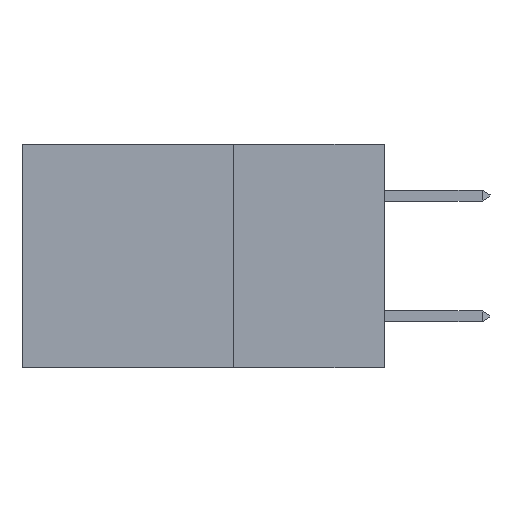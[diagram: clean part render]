
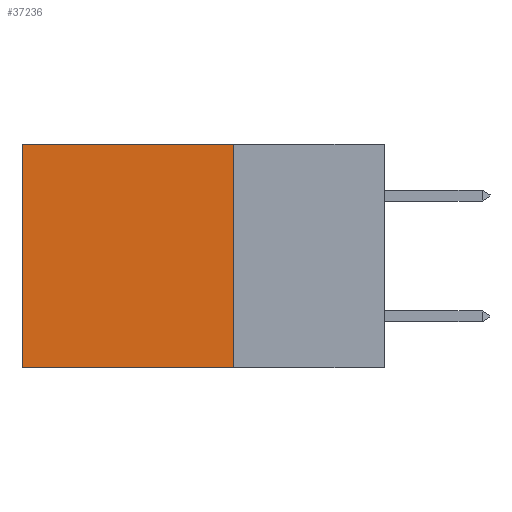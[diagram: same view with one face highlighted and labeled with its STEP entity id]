
A CAD part, left-side view. The second image highlights one B-rep face of the part: STEP entity #37236.
In plain terms, the highlighted planar face has unit normal (-1, 0, 0).
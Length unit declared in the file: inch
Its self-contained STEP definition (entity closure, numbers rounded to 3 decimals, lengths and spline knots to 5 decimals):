
#860 = CARTESIAN_POINT ( 'NONE',  ( 0.2875, 0.6, -0.37 ) ) ;
#1922 = CARTESIAN_POINT ( 'NONE',  ( 0.2875, 0.25, -0.37 ) ) ;
#2487 = LINE ( 'NONE', #5219, #31626 ) ;
#2625 = FACE_OUTER_BOUND ( 'NONE', #20633, .T. ) ;
#3095 = DIRECTION ( 'NONE',  ( 0., 0., -1. ) ) ;
#3193 = VERTEX_POINT ( 'NONE', #19856 ) ;
#5219 = CARTESIAN_POINT ( 'NONE',  ( 0.2875, 0.25, 0. ) ) ;
#5300 = PLANE ( 'NONE',  #34493 ) ;
#5318 = VERTEX_POINT ( 'NONE', #26369 ) ;
#7870 = LINE ( 'NONE', #14731, #10177 ) ;
#8554 = ORIENTED_EDGE ( 'NONE', *, *, #25902, .F. ) ;
#8665 = DIRECTION ( 'NONE',  ( 0., 0., -1. ) ) ;
#10103 = LINE ( 'NONE', #34644, #21158 ) ;
#10177 = VECTOR ( 'NONE', #3095, 39.37008 ) ;
#12924 = ORIENTED_EDGE ( 'NONE', *, *, #13560, .T. ) ;
#13560 = EDGE_CURVE ( 'NONE', #3193, #5318, #24442, .T. ) ;
#13739 = DIRECTION ( 'NONE',  ( 0., 1., 0. ) ) ;
#14226 = DIRECTION ( 'NONE',  ( 1., 0., 0. ) ) ;
#14731 = CARTESIAN_POINT ( 'NONE',  ( 0.2875, 0.6, 0. ) ) ;
#16771 = EDGE_CURVE ( 'NONE', #3193, #36905, #2487, .T. ) ;
#16830 = DIRECTION ( 'NONE',  ( 0., 0., -1. ) ) ;
#19856 = CARTESIAN_POINT ( 'NONE',  ( 0.2875, 0.25, 0. ) ) ;
#20633 = EDGE_LOOP ( 'NONE', ( #33358, #8554, #36359, #12924 ) ) ;
#21158 = VECTOR ( 'NONE', #13739, 39.37008 ) ;
#21188 = VERTEX_POINT ( 'NONE', #860 ) ;
#24442 = LINE ( 'NONE', #31140, #37864 ) ;
#24982 = EDGE_CURVE ( 'NONE', #5318, #21188, #7870, .T. ) ;
#25902 = EDGE_CURVE ( 'NONE', #36905, #21188, #10103, .T. ) ;
#26356 = CARTESIAN_POINT ( 'NONE',  ( 0.2875, 0.25, 0. ) ) ;
#26369 = CARTESIAN_POINT ( 'NONE',  ( 0.2875, 0.6, 0. ) ) ;
#31140 = CARTESIAN_POINT ( 'NONE',  ( 0.2875, 0.25, 0. ) ) ;
#31626 = VECTOR ( 'NONE', #16830, 39.37008 ) ;
#33358 = ORIENTED_EDGE ( 'NONE', *, *, #24982, .T. ) ;
#34493 = AXIS2_PLACEMENT_3D ( 'NONE', #26356, #14226, #8665 ) ;
#34644 = CARTESIAN_POINT ( 'NONE',  ( 0.2875, 0.25, -0.37 ) ) ;
#36359 = ORIENTED_EDGE ( 'NONE', *, *, #16771, .F. ) ;
#36905 = VERTEX_POINT ( 'NONE', #1922 ) ;
#37236 = ADVANCED_FACE ( 'NONE', ( #2625 ), #5300, .F. ) ;
#37352 = DIRECTION ( 'NONE',  ( 0., 1., 0. ) ) ;
#37864 = VECTOR ( 'NONE', #37352, 39.37008 ) ;
